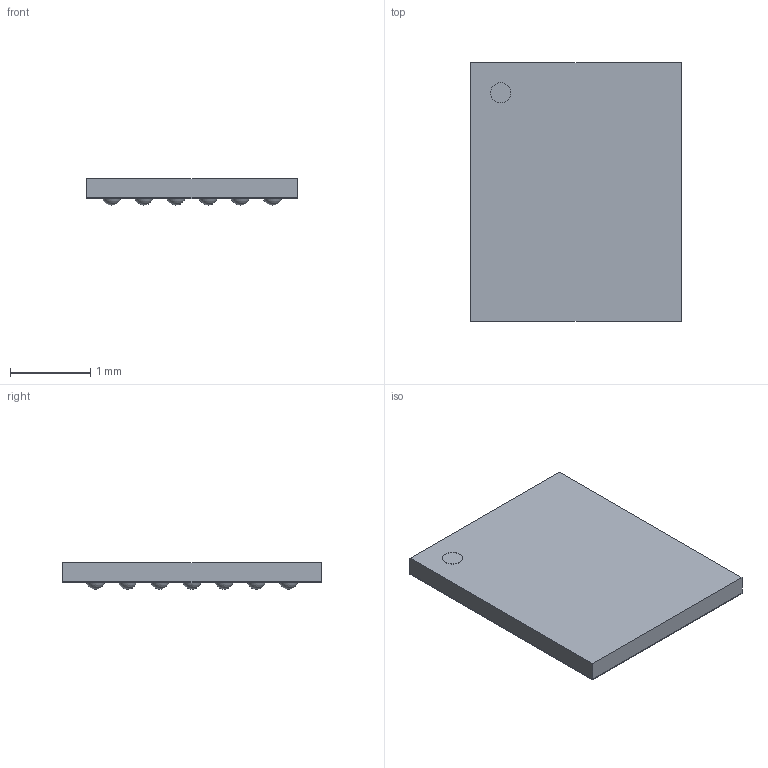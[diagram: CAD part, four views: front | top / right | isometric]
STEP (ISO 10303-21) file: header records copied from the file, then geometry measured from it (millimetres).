
FILE_DESCRIPTION(/* description */ (''),/* implementation_level */ '2;1');
FILE_NAME(/* name */ 'SG-XFWLB-23-1_002-40886_V00_3D.stp',/* time_stamp */ '2025-09-26T19:12:35+05:30',/* author */ ('sivamani'),/* organization */ (''),/* preprocessor_version */ 'ST-DEVELOPER v19.2',/* originating_system */ 'AutoCAD Mechanical',/* authorisation */ '');
FILE_SCHEMA (('AUTOMOTIVE_DESIGN { 1 0 10303 214 3 1 1 }'));
Length unit declared in the file: millimetre
Products named in the file (1): Product
Bounding box: 2.62 x 3.22 x 0.33 mm (x, y, z)
Volume: 2.1 mm3; surface area: 39.1 mm2
Topology: 26 solids, 26 shells, 63 faces, 99 edges, 66 vertices
Faces by surface type: plane 38, sphere 23, cylinder 2
Full cylindrical faces by diameter (mm): 0.25 x2
Entity records: 1350 total; most frequent: DIRECTION 254, CARTESIAN_POINT 206, ORIENTED_EDGE 152, AXIS2_PLACEMENT_3D 114, EDGE_CURVE 76, VERTEX_POINT 66, EDGE_LOOP 64, FACE_OUTER_BOUND 63
